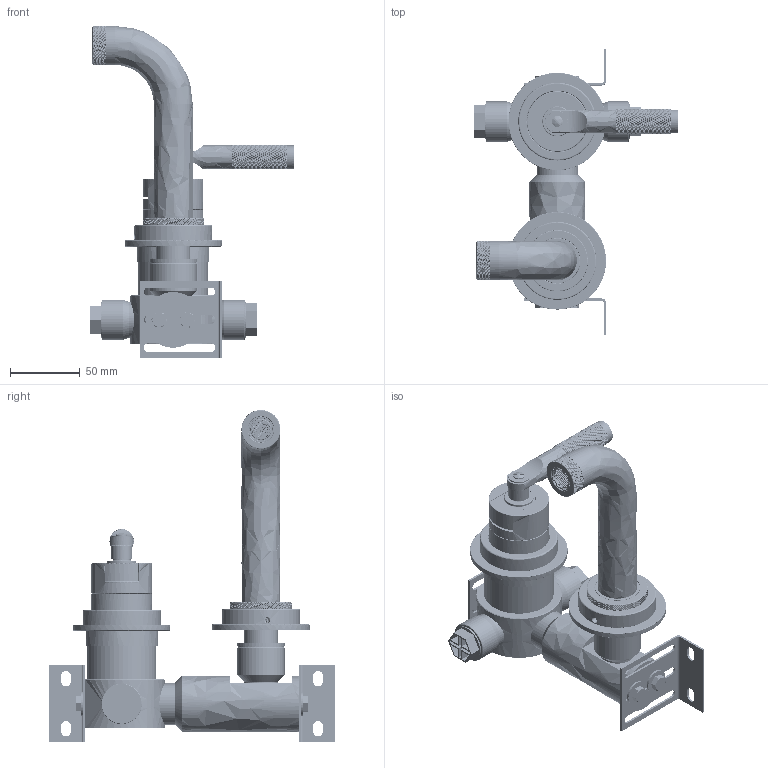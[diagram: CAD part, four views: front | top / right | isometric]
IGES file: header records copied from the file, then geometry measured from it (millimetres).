
Global section: file name: V7K20-1LK-NP; native system: Autodesk Inventor 2018; preprocessor: unknown; author: rclarke; date: 20180228.115818; units: millimetre
Bounding box: 147.1 x 205 x 238.4 mm (x, y, z)
Volume: 484906.6 mm3; surface area: 248225.6 mm2
Topology: 60 solids, 60 shells, 14450 faces, 31433 edges, 17239 vertices
Faces by surface type: bspline 14450
